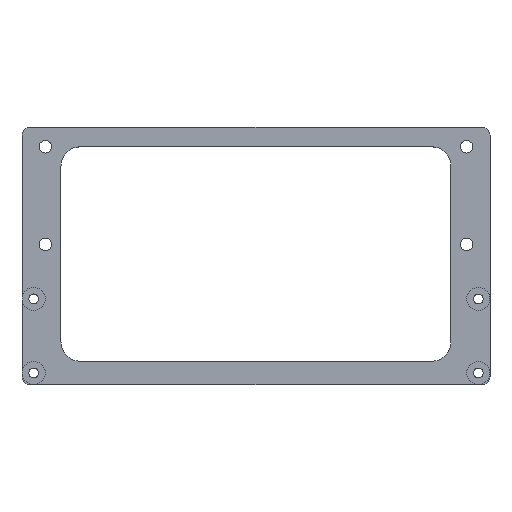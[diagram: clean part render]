
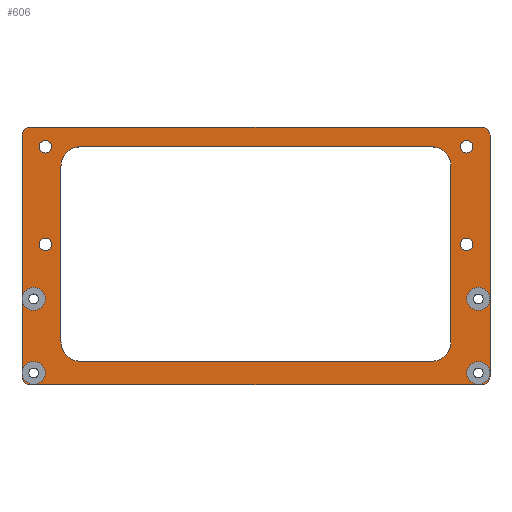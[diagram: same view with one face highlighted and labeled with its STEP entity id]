
A CAD part, top view. The second image highlights one B-rep face of the part: STEP entity #606.
In plain terms, the highlighted planar face has unit normal (0, 0, 1).
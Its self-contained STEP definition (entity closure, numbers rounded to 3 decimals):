
#18=FACE_BOUND('',#98,.T.);
#19=FACE_BOUND('',#99,.T.);
#20=FACE_BOUND('',#100,.T.);
#21=FACE_BOUND('',#101,.T.);
#22=FACE_BOUND('',#102,.T.);
#23=FACE_BOUND('',#103,.T.);
#24=FACE_BOUND('',#104,.T.);
#25=FACE_BOUND('',#105,.T.);
#26=FACE_BOUND('',#106,.T.);
#40=PLANE('',#666);
#60=FACE_OUTER_BOUND('',#97,.T.);
#97=EDGE_LOOP('',(#439,#440,#441,#442,#443,#444,#445,#446));
#98=EDGE_LOOP('',(#447));
#99=EDGE_LOOP('',(#448));
#100=EDGE_LOOP('',(#449));
#101=EDGE_LOOP('',(#450,#451,#452,#453,#454,#455,#456,#457));
#102=EDGE_LOOP('',(#458));
#103=EDGE_LOOP('',(#459));
#104=EDGE_LOOP('',(#460));
#105=EDGE_LOOP('',(#461));
#106=EDGE_LOOP('',(#462));
#147=LINE('',#958,#191);
#148=LINE('',#962,#192);
#149=LINE('',#966,#193);
#150=LINE('',#969,#194);
#151=LINE('',#976,#195);
#152=LINE('',#980,#196);
#153=LINE('',#984,#197);
#154=LINE('',#987,#198);
#191=VECTOR('',#773,10.);
#192=VECTOR('',#776,10.);
#193=VECTOR('',#779,10.);
#194=VECTOR('',#782,10.);
#195=VECTOR('',#787,10.);
#196=VECTOR('',#790,10.);
#197=VECTOR('',#793,10.);
#198=VECTOR('',#796,10.);
#230=CIRCLE('',#647,2.95);
#233=CIRCLE('',#652,2.95);
#240=CIRCLE('',#664,2.95);
#241=CIRCLE('',#667,2.);
#242=CIRCLE('',#668,2.);
#243=CIRCLE('',#669,2.);
#244=CIRCLE('',#670,2.);
#245=CIRCLE('',#671,2.95);
#246=CIRCLE('',#672,5.);
#247=CIRCLE('',#673,5.);
#248=CIRCLE('',#674,5.);
#249=CIRCLE('',#675,5.);
#250=CIRCLE('',#676,1.6);
#251=CIRCLE('',#677,1.6);
#252=CIRCLE('',#678,1.6);
#253=CIRCLE('',#679,1.6);
#270=VERTEX_POINT('',#917);
#273=VERTEX_POINT('',#926);
#280=VERTEX_POINT('',#949);
#281=VERTEX_POINT('',#954);
#282=VERTEX_POINT('',#955);
#283=VERTEX_POINT('',#957);
#284=VERTEX_POINT('',#959);
#285=VERTEX_POINT('',#961);
#286=VERTEX_POINT('',#963);
#287=VERTEX_POINT('',#965);
#288=VERTEX_POINT('',#967);
#289=VERTEX_POINT('',#970);
#290=VERTEX_POINT('',#972);
#291=VERTEX_POINT('',#973);
#292=VERTEX_POINT('',#975);
#293=VERTEX_POINT('',#977);
#294=VERTEX_POINT('',#979);
#295=VERTEX_POINT('',#981);
#296=VERTEX_POINT('',#983);
#297=VERTEX_POINT('',#985);
#298=VERTEX_POINT('',#988);
#299=VERTEX_POINT('',#990);
#300=VERTEX_POINT('',#992);
#301=VERTEX_POINT('',#994);
#327=EDGE_CURVE('',#270,#270,#230,.T.);
#331=EDGE_CURVE('',#273,#273,#233,.T.);
#342=EDGE_CURVE('',#280,#280,#240,.T.);
#343=EDGE_CURVE('',#281,#282,#241,.T.);
#344=EDGE_CURVE('',#282,#283,#147,.T.);
#345=EDGE_CURVE('',#283,#284,#242,.T.);
#346=EDGE_CURVE('',#284,#285,#148,.T.);
#347=EDGE_CURVE('',#285,#286,#243,.T.);
#348=EDGE_CURVE('',#286,#287,#149,.T.);
#349=EDGE_CURVE('',#287,#288,#244,.T.);
#350=EDGE_CURVE('',#288,#281,#150,.T.);
#351=EDGE_CURVE('',#289,#289,#245,.T.);
#352=EDGE_CURVE('',#290,#291,#246,.T.);
#353=EDGE_CURVE('',#291,#292,#151,.T.);
#354=EDGE_CURVE('',#292,#293,#247,.T.);
#355=EDGE_CURVE('',#293,#294,#152,.T.);
#356=EDGE_CURVE('',#294,#295,#248,.T.);
#357=EDGE_CURVE('',#295,#296,#153,.T.);
#358=EDGE_CURVE('',#296,#297,#249,.T.);
#359=EDGE_CURVE('',#297,#290,#154,.T.);
#360=EDGE_CURVE('',#298,#298,#250,.T.);
#361=EDGE_CURVE('',#299,#299,#251,.T.);
#362=EDGE_CURVE('',#300,#300,#252,.T.);
#363=EDGE_CURVE('',#301,#301,#253,.T.);
#439=ORIENTED_EDGE('',*,*,#343,.T.);
#440=ORIENTED_EDGE('',*,*,#344,.T.);
#441=ORIENTED_EDGE('',*,*,#345,.T.);
#442=ORIENTED_EDGE('',*,*,#346,.T.);
#443=ORIENTED_EDGE('',*,*,#347,.T.);
#444=ORIENTED_EDGE('',*,*,#348,.T.);
#445=ORIENTED_EDGE('',*,*,#349,.T.);
#446=ORIENTED_EDGE('',*,*,#350,.T.);
#447=ORIENTED_EDGE('',*,*,#327,.T.);
#448=ORIENTED_EDGE('',*,*,#331,.T.);
#449=ORIENTED_EDGE('',*,*,#351,.T.);
#450=ORIENTED_EDGE('',*,*,#352,.T.);
#451=ORIENTED_EDGE('',*,*,#353,.T.);
#452=ORIENTED_EDGE('',*,*,#354,.T.);
#453=ORIENTED_EDGE('',*,*,#355,.T.);
#454=ORIENTED_EDGE('',*,*,#356,.T.);
#455=ORIENTED_EDGE('',*,*,#357,.T.);
#456=ORIENTED_EDGE('',*,*,#358,.T.);
#457=ORIENTED_EDGE('',*,*,#359,.T.);
#458=ORIENTED_EDGE('',*,*,#360,.T.);
#459=ORIENTED_EDGE('',*,*,#361,.T.);
#460=ORIENTED_EDGE('',*,*,#362,.T.);
#461=ORIENTED_EDGE('',*,*,#363,.T.);
#462=ORIENTED_EDGE('',*,*,#342,.T.);
#606=ADVANCED_FACE('',(#60,#18,#19,#20,#21,#22,#23,#24,#25,#26),#40,.T.);
#647=AXIS2_PLACEMENT_3D('',#919,#726,#727);
#652=AXIS2_PLACEMENT_3D('',#928,#737,#738);
#664=AXIS2_PLACEMENT_3D('',#951,#765,#766);
#666=AXIS2_PLACEMENT_3D('',#953,#769,#770);
#667=AXIS2_PLACEMENT_3D('',#956,#771,#772);
#668=AXIS2_PLACEMENT_3D('',#960,#774,#775);
#669=AXIS2_PLACEMENT_3D('',#964,#777,#778);
#670=AXIS2_PLACEMENT_3D('',#968,#780,#781);
#671=AXIS2_PLACEMENT_3D('',#971,#783,#784);
#672=AXIS2_PLACEMENT_3D('',#974,#785,#786);
#673=AXIS2_PLACEMENT_3D('',#978,#788,#789);
#674=AXIS2_PLACEMENT_3D('',#982,#791,#792);
#675=AXIS2_PLACEMENT_3D('',#986,#794,#795);
#676=AXIS2_PLACEMENT_3D('',#989,#797,#798);
#677=AXIS2_PLACEMENT_3D('',#991,#799,#800);
#678=AXIS2_PLACEMENT_3D('',#993,#801,#802);
#679=AXIS2_PLACEMENT_3D('',#995,#803,#804);
#726=DIRECTION('center_axis',(0.,0.,-1.));
#727=DIRECTION('ref_axis',(1.,0.,0.));
#737=DIRECTION('center_axis',(0.,0.,-1.));
#738=DIRECTION('ref_axis',(1.,0.,0.));
#765=DIRECTION('center_axis',(0.,0.,-1.));
#766=DIRECTION('ref_axis',(1.,0.,0.));
#769=DIRECTION('center_axis',(0.,0.,1.));
#770=DIRECTION('ref_axis',(1.,0.,0.));
#771=DIRECTION('center_axis',(0.,0.,1.));
#772=DIRECTION('ref_axis',(0.,-1.,0.));
#773=DIRECTION('',(0.,1.,0.));
#774=DIRECTION('center_axis',(0.,0.,1.));
#775=DIRECTION('ref_axis',(1.,0.,0.));
#776=DIRECTION('',(-1.,0.,0.));
#777=DIRECTION('center_axis',(0.,0.,1.));
#778=DIRECTION('ref_axis',(0.,1.,0.));
#779=DIRECTION('',(0.,-1.,0.));
#780=DIRECTION('center_axis',(0.,0.,1.));
#781=DIRECTION('ref_axis',(-1.,0.,0.));
#782=DIRECTION('',(1.,0.,0.));
#783=DIRECTION('center_axis',(0.,0.,-1.));
#784=DIRECTION('ref_axis',(1.,0.,0.));
#785=DIRECTION('center_axis',(0.,0.,-1.));
#786=DIRECTION('ref_axis',(-1.,0.,0.));
#787=DIRECTION('',(0.,1.,0.));
#788=DIRECTION('center_axis',(0.,0.,-1.));
#789=DIRECTION('ref_axis',(0.,1.,0.));
#790=DIRECTION('',(1.,0.,0.));
#791=DIRECTION('center_axis',(0.,0.,-1.));
#792=DIRECTION('ref_axis',(1.,0.,0.));
#793=DIRECTION('',(0.,-1.,0.));
#794=DIRECTION('center_axis',(0.,0.,-1.));
#795=DIRECTION('ref_axis',(0.,-1.,0.));
#796=DIRECTION('',(-1.,0.,0.));
#797=DIRECTION('center_axis',(0.,0.,-1.));
#798=DIRECTION('ref_axis',(1.,0.,0.));
#799=DIRECTION('center_axis',(0.,0.,-1.));
#800=DIRECTION('ref_axis',(1.,0.,0.));
#801=DIRECTION('center_axis',(0.,0.,-1.));
#802=DIRECTION('ref_axis',(1.,0.,0.));
#803=DIRECTION('center_axis',(0.,0.,-1.));
#804=DIRECTION('ref_axis',(1.,0.,0.));
#917=CARTESIAN_POINT('',(-59.95,-33.,2.));
#919=CARTESIAN_POINT('Origin',(-57.,-33.,2.));
#926=CARTESIAN_POINT('',(-59.95,-14.,2.));
#928=CARTESIAN_POINT('Origin',(-57.,-14.,2.));
#949=CARTESIAN_POINT('',(54.05,-33.,2.));
#951=CARTESIAN_POINT('Origin',(57.,-33.,2.));
#953=CARTESIAN_POINT('Origin',(0.,-3.,2.));
#954=CARTESIAN_POINT('',(58.,-36.,2.));
#955=CARTESIAN_POINT('',(60.,-34.,2.));
#956=CARTESIAN_POINT('Origin',(58.,-34.,2.));
#957=CARTESIAN_POINT('',(60.,28.,2.));
#958=CARTESIAN_POINT('',(60.,28.,2.));
#959=CARTESIAN_POINT('',(58.,30.,2.));
#960=CARTESIAN_POINT('Origin',(58.,28.,2.));
#961=CARTESIAN_POINT('',(-58.,30.,2.));
#962=CARTESIAN_POINT('',(-58.,30.,2.));
#963=CARTESIAN_POINT('',(-60.,28.,2.));
#964=CARTESIAN_POINT('Origin',(-58.,28.,2.));
#965=CARTESIAN_POINT('',(-60.,-34.,2.));
#966=CARTESIAN_POINT('',(-60.,-34.,2.));
#967=CARTESIAN_POINT('',(-58.,-36.,2.));
#968=CARTESIAN_POINT('Origin',(-58.,-34.,2.));
#969=CARTESIAN_POINT('',(58.,-36.,2.));
#970=CARTESIAN_POINT('',(54.05,-14.,2.));
#971=CARTESIAN_POINT('Origin',(57.,-14.,2.));
#972=CARTESIAN_POINT('',(-45.,-30.,2.));
#973=CARTESIAN_POINT('',(-50.,-25.,2.));
#974=CARTESIAN_POINT('Origin',(-45.,-25.,2.));
#975=CARTESIAN_POINT('',(-50.,20.,2.));
#976=CARTESIAN_POINT('',(-50.,-25.,2.));
#977=CARTESIAN_POINT('',(-45.,25.,2.));
#978=CARTESIAN_POINT('Origin',(-45.,20.,2.));
#979=CARTESIAN_POINT('',(45.,25.,2.));
#980=CARTESIAN_POINT('',(-45.,25.,2.));
#981=CARTESIAN_POINT('',(50.,20.,2.));
#982=CARTESIAN_POINT('Origin',(45.,20.,2.));
#983=CARTESIAN_POINT('',(50.,-25.,2.));
#984=CARTESIAN_POINT('',(50.,20.,2.));
#985=CARTESIAN_POINT('',(45.,-30.,2.));
#986=CARTESIAN_POINT('Origin',(45.,-25.,2.));
#987=CARTESIAN_POINT('',(45.,-30.,2.));
#988=CARTESIAN_POINT('',(52.4,25.,2.));
#989=CARTESIAN_POINT('Origin',(54.,25.,2.));
#990=CARTESIAN_POINT('',(52.4,0.,2.));
#991=CARTESIAN_POINT('Origin',(54.,0.,2.));
#992=CARTESIAN_POINT('',(-55.6,0.,2.));
#993=CARTESIAN_POINT('Origin',(-54.,0.,2.));
#994=CARTESIAN_POINT('',(-55.6,25.,2.));
#995=CARTESIAN_POINT('Origin',(-54.,25.,2.));
